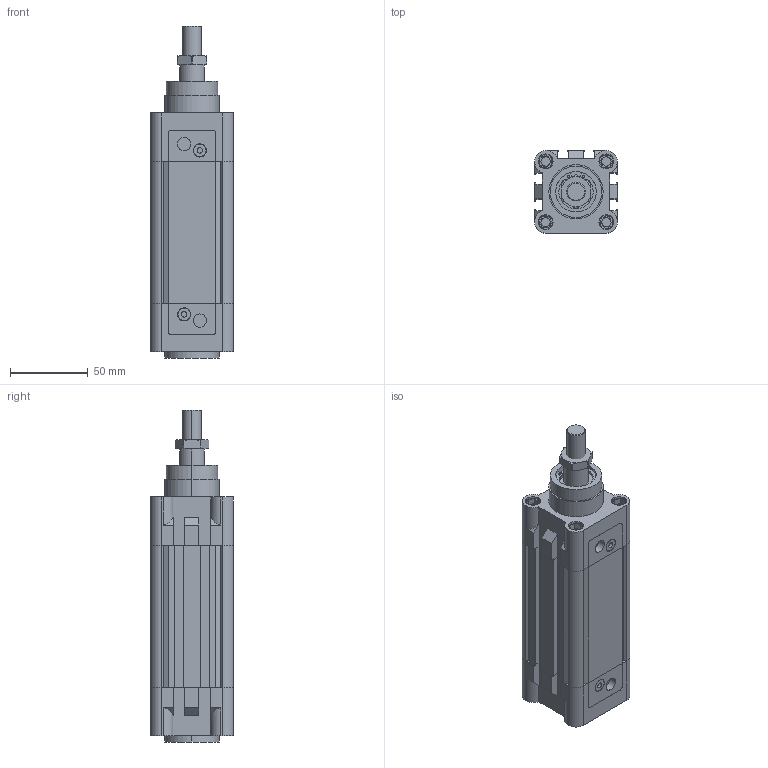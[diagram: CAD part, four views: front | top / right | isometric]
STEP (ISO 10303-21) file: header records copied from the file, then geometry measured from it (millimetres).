
FILE_DESCRIPTION (( 'STEP AP214' ), '1' );
FILE_NAME ('40-50 PNEUMATIC CYLINDER.STEP', '2024-01-20T07:09:14', ( '' ), ( '' ), 'SwSTEP 2.0', 'SolidWorks 2019', '' );
FILE_SCHEMA (( 'AUTOMOTIVE_DESIGN' ));
Length unit declared in the file: millimetre
Products named in the file (1): 40-50 PNEUMATIC CYLINDER
Bounding box: 53 x 53.02 x 213 mm (x, y, z)
Volume: 405837.4 mm3; surface area: 71340.2 mm2
Topology: 7 solids, 7 shells, 446 faces, 1169 edges, 776 vertices
Faces by surface type: plane 299, cylinder 133, cone 14
Entity records: 15238 total; most frequent: CARTESIAN_POINT 2560, ORIENTED_EDGE 2338, DIRECTION 2301, EDGE_CURVE 1169, LINE 835, VECTOR 835, VERTEX_POINT 776, AXIS2_PLACEMENT_3D 733
